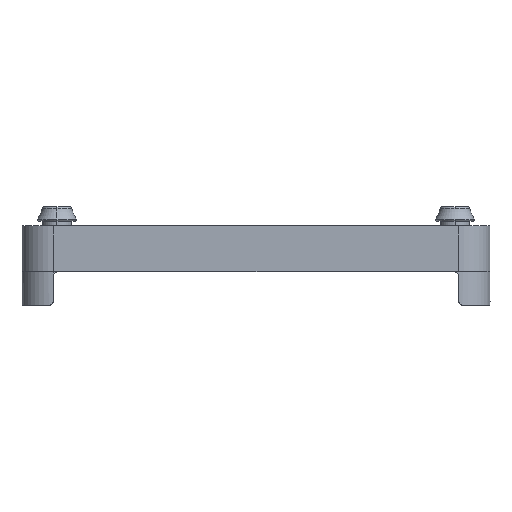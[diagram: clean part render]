
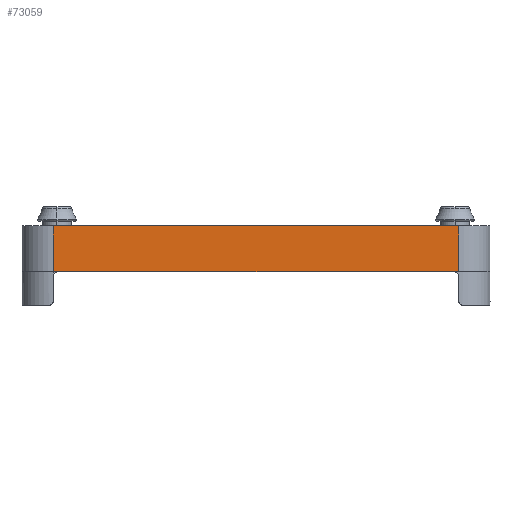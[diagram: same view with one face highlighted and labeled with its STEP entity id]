
A CAD part, left-side view. The second image highlights one B-rep face of the part: STEP entity #73059.
In plain terms, the highlighted planar face has unit normal (-1, 0, 0).
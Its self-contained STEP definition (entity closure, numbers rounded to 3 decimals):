
#988=CARTESIAN_POINT('',(-48.5,41.964,-2.0));
#989=VERTEX_POINT('',#988);
#4962=CARTESIAN_POINT('',(-48.5,-41.964,-2.0));
#4963=VERTEX_POINT('',#4962);
#4971=CARTESIAN_POINT('',(-48.5,-41.964,-2.0));
#4972=DIRECTION('',(0.0,1.0,0.0));
#4973=VECTOR('',#4972,83.928);
#4974=LINE('',#4971,#4973);
#4975=EDGE_CURVE('',#4963,#989,#4974,.T.);
#71506=CARTESIAN_POINT('',(-48.5,-42.,-2.0));
#71507=VERTEX_POINT('',#71506);
#71515=CARTESIAN_POINT('',(-48.5,-42.,-2.0));
#71516=DIRECTION('',(0.,1.0,0.0));
#71517=VECTOR('',#71516,0.036);
#71518=LINE('',#71515,#71517);
#71519=EDGE_CURVE('',#71507,#4963,#71518,.T.);
#71846=CARTESIAN_POINT('',(-48.5,42.,-2.0));
#71847=VERTEX_POINT('',#71846);
#71865=CARTESIAN_POINT('',(-48.5,41.964,-2.0));
#71866=DIRECTION('',(0.0,1.0,0.0));
#71867=VECTOR('',#71866,0.036);
#71868=LINE('',#71865,#71867);
#71869=EDGE_CURVE('',#989,#71847,#71868,.T.);
#73027=CARTESIAN_POINT('',(-48.5,-42.,-2.0));
#73028=DIRECTION('',(-1.0,0.0,0.0));
#73029=DIRECTION('',(0.0,0.0,1.0));
#73030=AXIS2_PLACEMENT_3D('',#73027,#73028,#73029);
#73031=PLANE('',#73030);
#73032=CARTESIAN_POINT('',(-48.5,-42.,7.5));
#73033=VERTEX_POINT('',#73032);
#73034=CARTESIAN_POINT('',(-48.5,-42.,-2.0));
#73035=DIRECTION('',(0.0,0.0,1.0));
#73036=VECTOR('',#73035,9.5);
#73037=LINE('',#73034,#73036);
#73038=EDGE_CURVE('',#71507,#73033,#73037,.T.);
#73039=ORIENTED_EDGE('',*,*,#73038,.T.);
#73040=CARTESIAN_POINT('',(-48.5,42.,7.5));
#73041=VERTEX_POINT('',#73040);
#73042=CARTESIAN_POINT('',(-48.5,-42.,7.5));
#73043=DIRECTION('',(0.0,1.0,0.0));
#73044=VECTOR('',#73043,84.0);
#73045=LINE('',#73042,#73044);
#73046=EDGE_CURVE('',#73033,#73041,#73045,.T.);
#73047=ORIENTED_EDGE('',*,*,#73046,.T.);
#73048=CARTESIAN_POINT('',(-48.5,42.,-2.0));
#73049=DIRECTION('',(0.0,0.0,1.0));
#73050=VECTOR('',#73049,9.5);
#73051=LINE('',#73048,#73050);
#73052=EDGE_CURVE('',#71847,#73041,#73051,.T.);
#73053=ORIENTED_EDGE('',*,*,#73052,.F.);
#73054=ORIENTED_EDGE('',*,*,#71869,.F.);
#73055=ORIENTED_EDGE('',*,*,#4975,.F.);
#73056=ORIENTED_EDGE('',*,*,#71519,.F.);
#73057=EDGE_LOOP('',(#73039,#73047,#73053,#73054,#73055,#73056));
#73058=FACE_OUTER_BOUND('',#73057,.T.);
#73059=ADVANCED_FACE('',(#73058),#73031,.T.);
